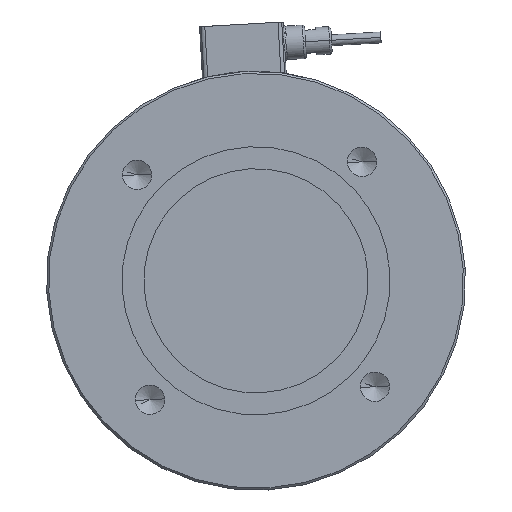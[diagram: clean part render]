
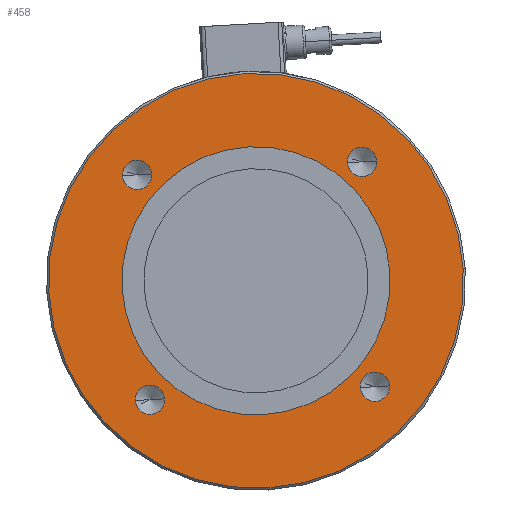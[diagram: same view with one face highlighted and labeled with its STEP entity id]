
A CAD part, front view. The second image highlights one B-rep face of the part: STEP entity #458.
In plain terms, the highlighted planar face has unit normal (0, -1, 0).
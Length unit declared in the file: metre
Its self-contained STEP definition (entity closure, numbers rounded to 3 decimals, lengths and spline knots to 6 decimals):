
#458=ADVANCED_FACE('0:186',(#961,#962,#963,#964,#965,#966),#967,.T.);
#961=FACE_OUTER_BOUND('',#1634,.T.);
#962=FACE_BOUND('',#1635,.T.);
#963=FACE_BOUND('',#1636,.T.);
#964=FACE_BOUND('',#1637,.T.);
#965=FACE_BOUND('',#1638,.T.);
#966=FACE_BOUND('',#1639,.T.);
#967=PLANE('',#1640);
#1634=EDGE_LOOP('',(#3131,#3132));
#1635=EDGE_LOOP('',(#3133,#3134));
#1636=EDGE_LOOP('',(#3135,#3136));
#1637=EDGE_LOOP('',(#3137,#3138));
#1638=EDGE_LOOP('',(#3139,#3140));
#1639=EDGE_LOOP('',(#3141,#3142));
#1640=AXIS2_PLACEMENT_3D('',#3143,#3144,#3145);
#3131=ORIENTED_EDGE('',*,*,#3890,.F.);
#3132=ORIENTED_EDGE('',*,*,#3987,.F.);
#3133=ORIENTED_EDGE('',*,*,#3915,.T.);
#3134=ORIENTED_EDGE('',*,*,#3860,.T.);
#3135=ORIENTED_EDGE('',*,*,#3644,.T.);
#3136=ORIENTED_EDGE('',*,*,#3657,.T.);
#3137=ORIENTED_EDGE('',*,*,#3688,.T.);
#3138=ORIENTED_EDGE('',*,*,#3972,.T.);
#3139=ORIENTED_EDGE('',*,*,#3448,.T.);
#3140=ORIENTED_EDGE('',*,*,#3855,.T.);
#3141=ORIENTED_EDGE('',*,*,#3933,.T.);
#3142=ORIENTED_EDGE('',*,*,#3882,.T.);
#3143=CARTESIAN_POINT('',(0.067329,0.070107,-0.004691));
#3144=DIRECTION('',(0.,-1.0,0.));
#3145=DIRECTION('',(-1.0,0.,0.0));
#3448=EDGE_CURVE('0:747',#4089,#4086,#4090,.T.);
#3644=EDGE_CURVE('0:999',#4455,#4452,#4456,.T.);
#3657=EDGE_CURVE('',#4452,#4455,#4475,.T.);
#3688=EDGE_CURVE('0:996',#4523,#4521,#4524,.T.);
#3855=EDGE_CURVE('',#4086,#4089,#4750,.T.);
#3860=EDGE_CURVE('',#4753,#4755,#4757,.T.);
#3882=EDGE_CURVE('',#4784,#4786,#4788,.T.);
#3890=EDGE_CURVE('0:978',#4797,#4795,#4799,.T.);
#3915=EDGE_CURVE('0:1002',#4755,#4753,#4831,.T.);
#3933=EDGE_CURVE('0:780',#4786,#4784,#4851,.T.);
#3972=EDGE_CURVE('',#4521,#4523,#4895,.T.);
#3987=EDGE_CURVE('',#4795,#4797,#4911,.T.);
#4086=VERTEX_POINT('',#5090);
#4089=VERTEX_POINT('',#5094);
#4090=CIRCLE('',#5095,0.007);
#4452=VERTEX_POINT('',#5834);
#4455=VERTEX_POINT('',#5838);
#4456=CIRCLE('',#5839,0.007);
#4475=CIRCLE('',#5867,0.007);
#4521=VERTEX_POINT('',#5944);
#4523=VERTEX_POINT('',#5947);
#4524=CIRCLE('',#5948,0.007);
#4750=CIRCLE('',#6328,0.007);
#4753=VERTEX_POINT('',#6331);
#4755=VERTEX_POINT('',#6334);
#4757=CIRCLE('',#6337,0.007);
#4784=VERTEX_POINT('',#6392);
#4786=VERTEX_POINT('',#6395);
#4788=CIRCLE('',#6398,0.064);
#4795=VERTEX_POINT('',#6407);
#4797=VERTEX_POINT('',#6410);
#4799=CIRCLE('',#6413,0.099);
#4831=CIRCLE('',#6464,0.007);
#4851=CIRCLE('',#6507,0.064);
#4895=CIRCLE('',#6591,0.007);
#4911=CIRCLE('',#6614,0.099);
#5090=CARTESIAN_POINT('',(0.091148,0.070107,-0.057147));
#5094=CARTESIAN_POINT('',(0.105125,0.070107,-0.056342));
#5095=AXIS2_PLACEMENT_3D('',#6696,#6697,#6698);
#5834=CARTESIAN_POINT('',(0.192263,0.070107,0.056342));
#5838=CARTESIAN_POINT('',(0.20624,0.070107,0.057147));
#5839=AXIS2_PLACEMENT_3D('',#6883,#6884,#6885);
#5867=AXIS2_PLACEMENT_3D('',#6906,#6907,#6908);
#5944=CARTESIAN_POINT('',(0.084961,0.070107,0.050155));
#5947=CARTESIAN_POINT('',(0.098938,0.070107,0.05096));
#5948=AXIS2_PLACEMENT_3D('',#6937,#6938,#6939);
#6328=AXIS2_PLACEMENT_3D('',#7109,#7110,#7111);
#6331=CARTESIAN_POINT('',(0.19845,0.070107,-0.05096));
#6334=CARTESIAN_POINT('',(0.212427,0.070107,-0.050155));
#6337=AXIS2_PLACEMENT_3D('',#7114,#7115,#7116);
#6392=CARTESIAN_POINT('',(0.0848,0.070107,-0.003684));
#6395=CARTESIAN_POINT('',(0.212588,0.070107,0.003684));
#6398=AXIS2_PLACEMENT_3D('',#7130,#7131,#7132);
#6407=CARTESIAN_POINT('',(0.049858,0.070107,-0.005699));
#6410=CARTESIAN_POINT('',(0.24753,0.070107,0.005699));
#6413=AXIS2_PLACEMENT_3D('',#7137,#7138,#7139);
#6464=AXIS2_PLACEMENT_3D('',#7158,#7159,#7160);
#6507=AXIS2_PLACEMENT_3D('',#7175,#7176,#7177);
#6591=AXIS2_PLACEMENT_3D('',#7202,#7203,#7204);
#6614=AXIS2_PLACEMENT_3D('',#7212,#7213,#7214);
#6696=CARTESIAN_POINT('',(0.098137,0.070107,-0.056744));
#6697=DIRECTION('',(0.,1.0,0.));
#6698=DIRECTION('',(-0.998,0.,-0.058));
#6883=CARTESIAN_POINT('',(0.199252,0.070107,0.056745));
#6884=DIRECTION('',(0.,1.0,0.));
#6885=DIRECTION('',(-0.998,0.,-0.058));
#6906=CARTESIAN_POINT('',(0.199252,0.070107,0.056745));
#6907=DIRECTION('',(0.,1.0,0.));
#6908=DIRECTION('',(-0.998,0.,-0.058));
#6937=CARTESIAN_POINT('',(0.09195,0.070107,0.050558));
#6938=DIRECTION('',(0.,1.0,0.));
#6939=DIRECTION('',(-0.998,0.,-0.058));
#7109=CARTESIAN_POINT('',(0.098137,0.070107,-0.056744));
#7110=DIRECTION('',(0.,1.0,0.));
#7111=DIRECTION('',(-0.998,0.,-0.058));
#7114=CARTESIAN_POINT('',(0.205439,0.070107,-0.050557));
#7115=DIRECTION('',(0.,1.0,0.));
#7116=DIRECTION('',(-0.998,0.,-0.058));
#7130=CARTESIAN_POINT('',(0.148694,0.070107,0.));
#7131=DIRECTION('',(0.,1.0,0.));
#7132=DIRECTION('',(-0.998,0.,-0.058));
#7137=CARTESIAN_POINT('',(0.148694,0.070107,0.));
#7138=DIRECTION('',(0.,1.0,0.));
#7139=DIRECTION('',(-0.998,0.,-0.058));
#7158=CARTESIAN_POINT('',(0.205439,0.070107,-0.050557));
#7159=DIRECTION('',(0.,1.0,0.));
#7160=DIRECTION('',(-0.998,0.,-0.058));
#7175=CARTESIAN_POINT('',(0.148694,0.070107,0.));
#7176=DIRECTION('',(0.,1.0,0.));
#7177=DIRECTION('',(-0.998,0.,-0.058));
#7202=CARTESIAN_POINT('',(0.09195,0.070107,0.050558));
#7203=DIRECTION('',(0.,1.0,0.));
#7204=DIRECTION('',(-0.998,0.,-0.058));
#7212=CARTESIAN_POINT('',(0.148694,0.070107,0.));
#7213=DIRECTION('',(0.,1.0,0.));
#7214=DIRECTION('',(-0.998,0.,-0.058));
